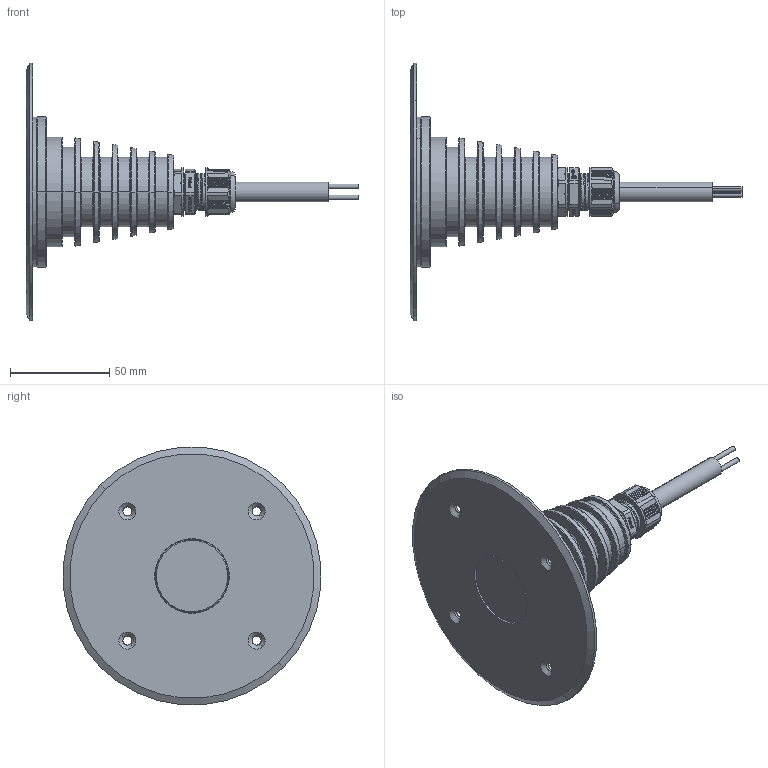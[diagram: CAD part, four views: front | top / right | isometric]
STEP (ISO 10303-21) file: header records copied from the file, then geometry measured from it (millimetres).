
FILE_DESCRIPTION (( 'STEP AP203' ), '1' );
FILE_NAME ('POOL STANDARD.STEP', '2023-04-12T05:56:47', ( '' ), ( '' ), 'SwSTEP 2.0', 'SolidWorks 2017', '' );
FILE_SCHEMA (( 'CONFIG_CONTROL_DESIGN' ));
Length unit declared in the file: millimetre
Products named in the file (1): POOL STANDARD
Bounding box: 167.09 x 129.51 x 129.51 mm (x, y, z)
Surface area: 78901.9 mm2 (no closed solid volume)
Topology: 0 solids, 15 shells, 958 faces, 2444 edges, 1579 vertices
Faces by surface type: plane 458, bspline 167, cylinder 160, cone 129, torus 44
Full cylindrical faces by diameter (mm): 16.6 x2
Entity records: 37429 total; most frequent: CARTESIAN_POINT 15661, ORIENTED_EDGE 4815, DIRECTION 3888, EDGE_CURVE 2415, VERTEX_POINT 1576, AXIS2_PLACEMENT_3D 1352, VECTOR 1184, LINE 1184
